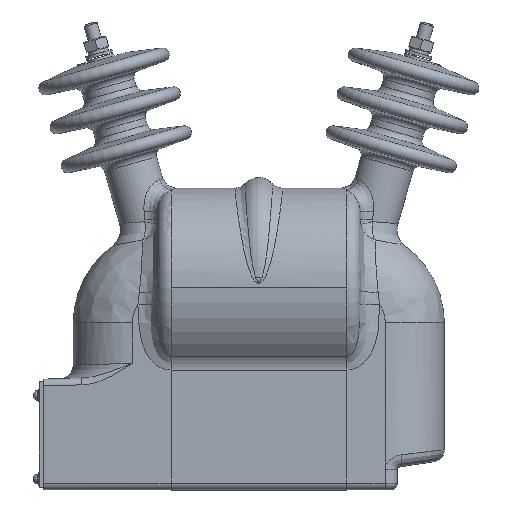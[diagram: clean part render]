
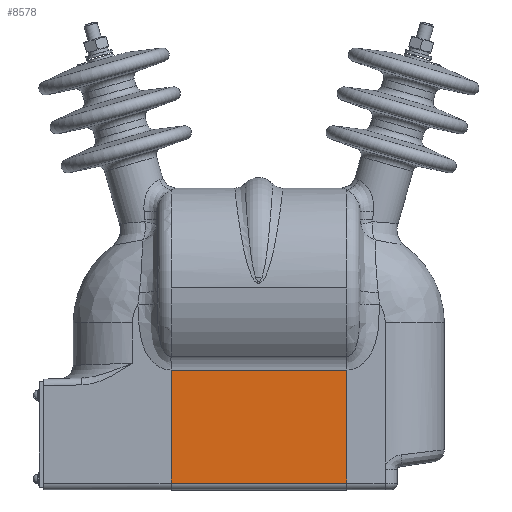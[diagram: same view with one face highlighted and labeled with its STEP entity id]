
A CAD part, top view. The second image highlights one B-rep face of the part: STEP entity #8578.
In plain terms, the highlighted planar face has unit normal (0, 0, 1).
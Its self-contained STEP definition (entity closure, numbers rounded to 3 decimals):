
#503 = VERTEX_POINT ( 'NONE', #14609 ) ;
#504 = VERTEX_POINT ( 'NONE', #14627 ) ;
#778 = VERTEX_POINT ( 'NONE', #14878 ) ;
#1034 = VERTEX_POINT ( 'NONE', #15134 ) ;
#1035 = VERTEX_POINT ( 'NONE', #15136 ) ;
#1353 = CARTESIAN_POINT ( 'NONE',  ( 65., 0., 50. ) ) ;
#1357 = DIRECTION ( 'NONE',  ( 0., -1., 0. ) ) ;
#1413 = DIRECTION ( 'NONE',  ( 1., 0., 0. ) ) ;
#1440 = CARTESIAN_POINT ( 'NONE',  ( -67.5, 5., 50. ) ) ;
#1644 = EDGE_LOOP ( 'NONE', ( #4692, #4747, #4798, #4750, #4799 ) ) ;
#2292 = DIRECTION ( 'NONE',  ( -1., 0., 0. ) ) ;
#2322 = CARTESIAN_POINT ( 'NONE',  ( -65., 88.708, 50. ) ) ;
#2862 = CARTESIAN_POINT ( 'NONE',  ( 65., 88.707, 50. ) ) ;
#2878 = CARTESIAN_POINT ( 'NONE',  ( 65., 88.707, 50. ) ) ;
#2881 = CARTESIAN_POINT ( 'NONE',  ( 65., 88.708, 50. ) ) ;
#2890 = CARTESIAN_POINT ( 'NONE',  ( 65., 88.707, 50. ) ) ;
#3588 = CARTESIAN_POINT ( 'NONE',  ( -65., 0., 50. ) ) ;
#3589 = DIRECTION ( 'NONE',  ( 0., 1., 0. ) ) ;
#4692 = ORIENTED_EDGE ( 'NONE', *, *, #11466, .F. ) ;
#4747 = ORIENTED_EDGE ( 'NONE', *, *, #11518, .T. ) ;
#4750 = ORIENTED_EDGE ( 'NONE', *, *, #11285, .T. ) ;
#4798 = ORIENTED_EDGE ( 'NONE', *, *, #11489, .F. ) ;
#4799 = ORIENTED_EDGE ( 'NONE', *, *, #11322, .T. ) ;
#5504 = PLANE ( 'NONE',  #11720 ) ;
#5508 = DIRECTION ( 'NONE',  ( 0., 0., -1. ) ) ;
#5512 = CARTESIAN_POINT ( 'NONE',  ( -67.5, 123.725, 50. ) ) ;
#5529 = DIRECTION ( 'NONE',  ( -1., 0., 0. ) ) ;
#8578 = ADVANCED_FACE ( 'NONE', ( #8877 ), #5504, .F. ) ;
#8877 = FACE_OUTER_BOUND ( 'NONE', #1644, .T. ) ;
#9617 = VECTOR ( 'NONE', #2292, 1000. ) ;
#9664 = LINE ( 'NONE', #2322, #9617 ) ;
#10311 = LINE ( 'NONE', #1353, #10414 ) ;
#10349 = LINE ( 'NONE', #3588, #10416 ) ;
#10414 = VECTOR ( 'NONE', #1357, 1000. ) ;
#10416 = VECTOR ( 'NONE', #3589, 1000. ) ;
#10495 = VECTOR ( 'NONE', #1413, 1000. ) ;
#10501 = LINE ( 'NONE', #1440, #10495 ) ;
#11285 = EDGE_CURVE ( 'NONE', #1035, #1034, #17129, .T. ) ;
#11322 = EDGE_CURVE ( 'NONE', #1034, #778, #9664, .T. ) ;
#11466 = EDGE_CURVE ( 'NONE', #503, #778, #10349, .T. ) ;
#11489 = EDGE_CURVE ( 'NONE', #1035, #504, #10311, .T. ) ;
#11518 = EDGE_CURVE ( 'NONE', #503, #504, #10501, .T. ) ;
#11720 = AXIS2_PLACEMENT_3D ( 'NONE', #5512, #5508, #5529 ) ;
#14609 = CARTESIAN_POINT ( 'NONE',  ( -65., 5., 50. ) ) ;
#14627 = CARTESIAN_POINT ( 'NONE',  ( 65., 5., 50. ) ) ;
#14878 = CARTESIAN_POINT ( 'NONE',  ( -65., 88.707, 50. ) ) ;
#15134 = CARTESIAN_POINT ( 'NONE',  ( 65., 88.708, 50. ) ) ;
#15136 = CARTESIAN_POINT ( 'NONE',  ( 65., 88.707, 50. ) ) ;
#17129 = B_SPLINE_CURVE_WITH_KNOTS ( 'NONE', 3,
 ( #2878, #2890, #2862, #2881 ),
 .UNSPECIFIED., .F., .F.,
 ( 4, 4 ),
 ( 0., 0. ),
 .UNSPECIFIED. ) ;
